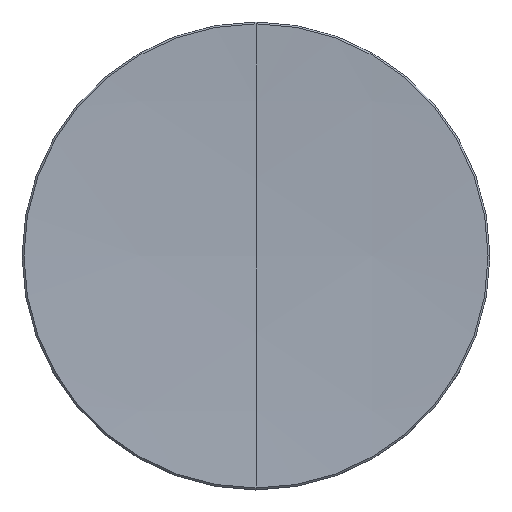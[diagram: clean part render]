
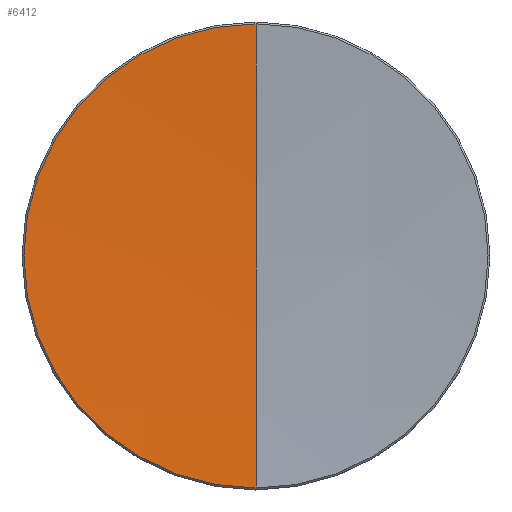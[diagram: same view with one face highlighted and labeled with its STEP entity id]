
A CAD part, top view. The second image highlights one B-rep face of the part: STEP entity #6412.
In plain terms, the highlighted spherical face has radius 400 mm.
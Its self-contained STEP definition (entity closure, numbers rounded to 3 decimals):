
#1733 = CIRCLE ( 'NONE', #1930, 400. ) ;
#1747 = DIRECTION ( 'NONE',  ( -1., 0., 0. ) ) ;
#1748 = AXIS2_PLACEMENT_3D ( 'NONE', #1831, #1747, #1863 ) ;
#1749 = CIRCLE ( 'NONE', #1748, 400. ) ;
#1750 = CARTESIAN_POINT ( 'NONE',  ( -25.2, 0., 5.295 ) ) ;
#1756 = CARTESIAN_POINT ( 'NONE',  ( 0., -25.2, 5.295 ) ) ;
#1831 = CARTESIAN_POINT ( 'NONE',  ( 0., 0., 404.5 ) ) ;
#1863 = DIRECTION ( 'NONE',  ( 0., 0., 1. ) ) ;
#1927 = DIRECTION ( 'NONE',  ( 0., 1., 0. ) ) ;
#1928 = DIRECTION ( 'NONE',  ( 1., 0., 0. ) ) ;
#1929 = CARTESIAN_POINT ( 'NONE',  ( 0., 0., 404.5 ) ) ;
#1930 = AXIS2_PLACEMENT_3D ( 'NONE', #1929, #1928, #1927 ) ;
#2013 = CIRCLE ( 'NONE', #2039, 25.2 ) ;
#2039 = AXIS2_PLACEMENT_3D ( 'NONE', #2084, #2062, #2066 ) ;
#2040 = CARTESIAN_POINT ( 'NONE',  ( 0., 25.2, 5.295 ) ) ;
#2062 = DIRECTION ( 'NONE',  ( 0., 0., 1. ) ) ;
#2066 = DIRECTION ( 'NONE',  ( 1., 0., 0. ) ) ;
#2084 = CARTESIAN_POINT ( 'NONE',  ( 0., 0., 5.295 ) ) ;
#2648 = CARTESIAN_POINT ( 'NONE',  ( 0., 0., 5.295 ) ) ;
#2668 = CARTESIAN_POINT ( 'NONE',  ( 0., 0., 4.5 ) ) ;
#2669 = DIRECTION ( 'NONE',  ( 0., 1., 0. ) ) ;
#2677 = CARTESIAN_POINT ( 'NONE',  ( 0., 0., 404.5 ) ) ;
#2679 = SPHERICAL_SURFACE ( 'NONE', #2687, 400. ) ;
#2683 = CIRCLE ( 'NONE', #2688, 25.2 ) ;
#2687 = AXIS2_PLACEMENT_3D ( 'NONE', #2677, #2723, #2669 ) ;
#2688 = AXIS2_PLACEMENT_3D ( 'NONE', #2648, #2781, #2780 ) ;
#2723 = DIRECTION ( 'NONE',  ( 1., 0., 0. ) ) ;
#2780 = DIRECTION ( 'NONE',  ( 1., 0., 0. ) ) ;
#2781 = DIRECTION ( 'NONE',  ( 0., 0., 1. ) ) ;
#2782 = FACE_OUTER_BOUND ( 'NONE', #6245, .T. ) ;
#6216 = ORIENTED_EDGE ( 'NONE', *, *, #6410, .T. ) ;
#6217 = VERTEX_POINT ( 'NONE', #1756 ) ;
#6218 = ORIENTED_EDGE ( 'NONE', *, *, #6266, .T. ) ;
#6219 = EDGE_CURVE ( 'NONE', #6217, #6413, #1733, .T. ) ;
#6245 = EDGE_LOOP ( 'NONE', ( #6216, #6218, #6249, #6247 ) ) ;
#6246 = VERTEX_POINT ( 'NONE', #1750 ) ;
#6247 = ORIENTED_EDGE ( 'NONE', *, *, #6250, .F. ) ;
#6249 = ORIENTED_EDGE ( 'NONE', *, *, #6219, .T. ) ;
#6250 = EDGE_CURVE ( 'NONE', #6264, #6413, #1749, .T. ) ;
#6264 = VERTEX_POINT ( 'NONE', #2040 ) ;
#6266 = EDGE_CURVE ( 'NONE', #6246, #6217, #2013, .T. ) ;
#6410 = EDGE_CURVE ( 'NONE', #6264, #6246, #2683, .T. ) ;
#6412 = ADVANCED_FACE ( 'NONE', ( #2782 ), #2679, .F. ) ;
#6413 = VERTEX_POINT ( 'NONE', #2668 ) ;
